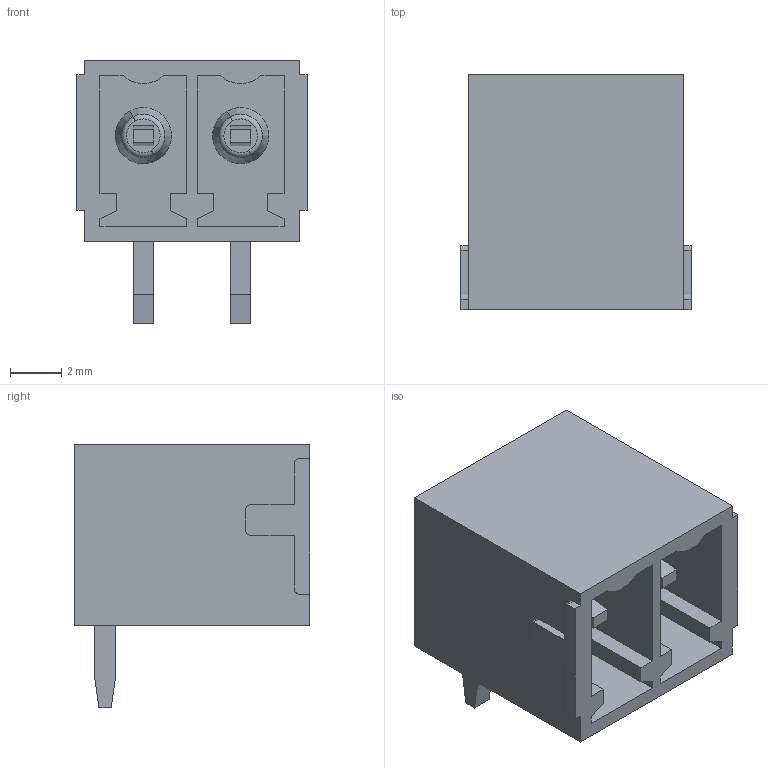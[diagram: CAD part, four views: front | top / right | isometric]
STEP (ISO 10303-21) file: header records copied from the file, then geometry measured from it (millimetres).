
FILE_DESCRIPTION(('CATIA V5 STEP Exchange','CAx-IF Rec.Pracs.--- Model Styling and Organization---1.2---2011-12-15'),'2;1');
FILE_NAME ('D1447363_0_1036480000_1036480000.stp','2018-10-12T06:38:02+00:00',('none'),('Weidmueller'),'CATIA Version 5-6 Release 2014','CATIA V5 STEP AP214','none');
FILE_SCHEMA(('AUTOMOTIVE_DESIGN { 1 0 10303 214 1 1 1 1 }'));
Length unit declared in the file: millimetre
Products named in the file (1): 1036480000
Bounding box: 9.01 x 9.2 x 10.3 mm (x, y, z)
Volume: 262.1 mm3; surface area: 890.5 mm2
Topology: 3 solids, 3 shells, 162 faces, 456 edges, 304 vertices
Faces by surface type: plane 142, cylinder 12, cone 4, torus 4
Entity records: 4835 total; most frequent: ORIENTED_EDGE 912, CARTESIAN_POINT 859, DIRECTION 652, EDGE_CURVE 456, VECTOR 416, LINE 416, VERTEX_POINT 304, EDGE_LOOP 170
